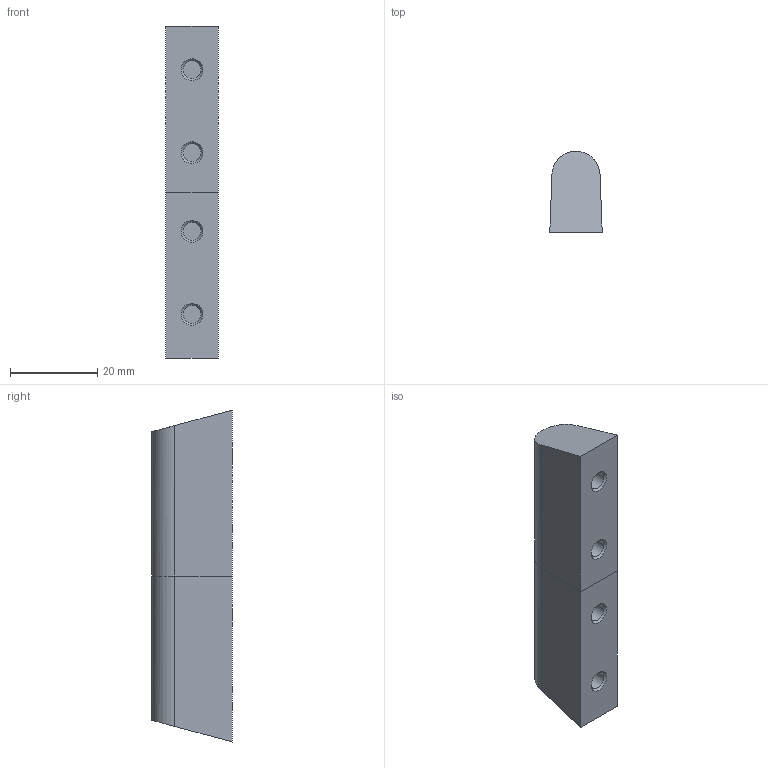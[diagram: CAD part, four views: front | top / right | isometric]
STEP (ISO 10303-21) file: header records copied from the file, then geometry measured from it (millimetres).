
FILE_DESCRIPTION( ( 'STEP AP214' ), '1' );
FILE_NAME( 'K1304.17612180.stp', '2020-12-10T11:15:04', ( '' ), ( '' ), ' ', 'PARTsolutions', ' ' );
FILE_SCHEMA( ( 'AUTOMOTIVE_DESIGN { 1 0 10303 214 1 1 1 1 }' ) );
Length unit declared in the file: millimetre
Products named in the file (3): K1304.17612180; _27886-03_unten; _27886-03_oben
Assembly tree (2 placements, depth 2):
  K1304.17612180
    _27886-03_unten
    _27886-03_oben
Bounding box: 12 x 18.5 x 76 mm (x, y, z)
Volume: 13432.6 mm3; surface area: 6179.8 mm2
Topology: 2 solids, 2 shells, 32 faces, 56 edges, 36 vertices
Faces by surface type: plane 18, cylinder 10, cone 4
Full cylindrical faces by diameter (mm): 4.134 x4, 4.184 x1, 4.244 x1, 6 x2
Entity records: 1022 total; most frequent: DIRECTION 138, CARTESIAN_POINT 115, ORIENTED_EDGE 88, AXIS2_PLACEMENT_3D 59, EDGE_LOOP 52, EDGE_CURVE 44, FACE_OUTER_BOUND 40, VERTEX_POINT 36
